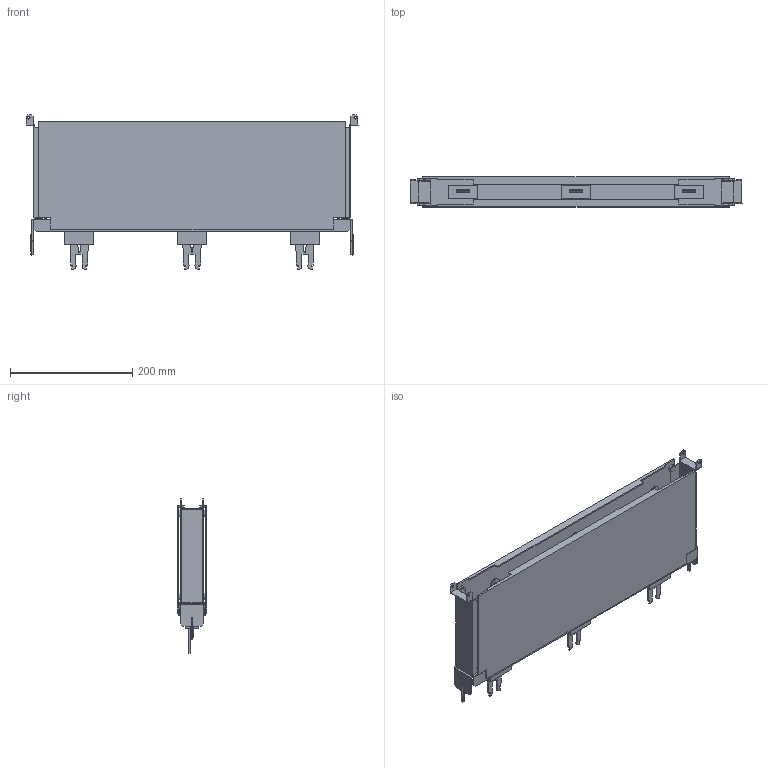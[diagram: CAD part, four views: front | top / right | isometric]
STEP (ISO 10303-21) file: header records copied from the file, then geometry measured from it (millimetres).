
FILE_DESCRIPTION((''),'2;1');
FILE_NAME('PRT0001','2023-08-17T22:49:30',('86153'),(''),'CREO PARAMETRIC BY PTC INC, 2016390','CREO PARAMETRIC BY PTC INC, 2016390','');
FILE_SCHEMA(('AUTOMOTIVE_DESIGN { 1 0 10303 214 1 1 1 1 }'));
Length unit declared in the file: inch
Products named in the file (1): PRT0001
Bounding box: 544 x 49 x 253.4 mm (x, y, z)
Surface area: 577461 mm2 (no closed solid volume)
Topology: 0 solids, 11 shells, 527 faces, 1398 edges, 900 vertices
Faces by surface type: plane 394, cylinder 105, cone 16, bspline 12
Entity records: 20273 total; most frequent: CARTESIAN_POINT 3288, ORIENTED_EDGE 2791, DIRECTION 2619, EDGE_CURVE 1398, VECTOR 1133, LINE 1133, VERTEX_POINT 900, AXIS2_PLACEMENT_3D 743
